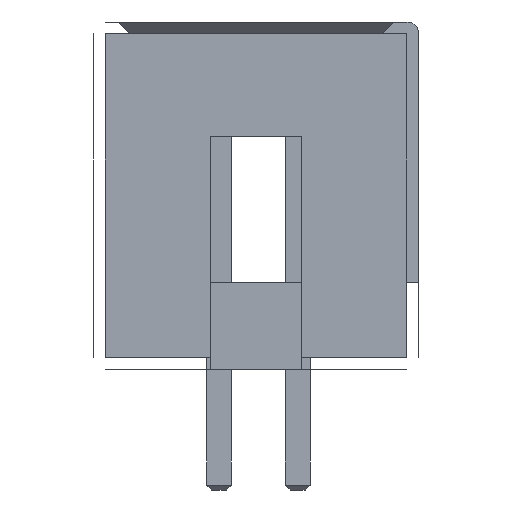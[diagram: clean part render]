
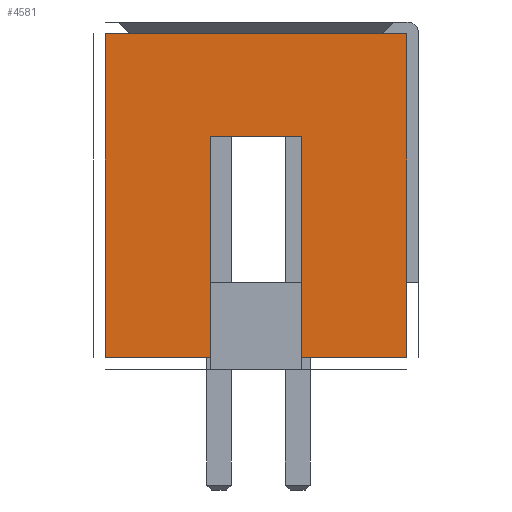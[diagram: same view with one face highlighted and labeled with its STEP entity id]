
A CAD part, left-side view. The second image highlights one B-rep face of the part: STEP entity #4581.
In plain terms, the highlighted planar face has unit normal (-1, 0, 0).
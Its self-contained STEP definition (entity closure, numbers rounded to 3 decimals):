
#4494=CARTESIAN_POINT('',(-6.406,-0.695,5.51));
#4495=VERTEX_POINT('',#4494);
#4502=CARTESIAN_POINT('',(-6.406,0.779,5.51));
#4503=VERTEX_POINT('',#4502);
#4504=CARTESIAN_POINT('',(-6.406,0.779,5.51));
#4505=DIRECTION('',(0.,-1.,0.));
#4506=VECTOR('',#4505,1.473);
#4507=LINE('',#4504,#4506);
#4508=EDGE_CURVE('',#4503,#4495,#4507,.T.);
#4519=CARTESIAN_POINT('',(-6.406,2.594,1.82));
#4520=DIRECTION('',(-1.,0.,0.));
#4521=DIRECTION('',(0.,-1.,0.));
#4522=AXIS2_PLACEMENT_3D('',#4519,#4520,#4521);
#4523=PLANE('',#4522);
#4524=CARTESIAN_POINT('',(-6.406,-2.394,1.94));
#4525=VERTEX_POINT('',#4524);
#4526=CARTESIAN_POINT('',(-6.406,-0.695,1.94));
#4527=VERTEX_POINT('',#4526);
#4528=CARTESIAN_POINT('',(-6.406,-2.394,1.94));
#4529=DIRECTION('',(-0.,1.,-0.));
#4530=VECTOR('',#4529,1.699);
#4531=LINE('',#4528,#4530);
#4532=EDGE_CURVE('',#4525,#4527,#4531,.T.);
#4533=ORIENTED_EDGE('',*,*,#4532,.F.);
#4534=CARTESIAN_POINT('',(-6.406,-2.394,7.16));
#4535=VERTEX_POINT('',#4534);
#4536=CARTESIAN_POINT('',(-6.406,-2.394,7.16));
#4537=DIRECTION('',(-0.,-0.,-1.));
#4538=VECTOR('',#4537,5.22);
#4539=LINE('',#4536,#4538);
#4540=EDGE_CURVE('',#4535,#4525,#4539,.T.);
#4541=ORIENTED_EDGE('',*,*,#4540,.F.);
#4542=CARTESIAN_POINT('',(-6.406,2.478,7.16));
#4543=VERTEX_POINT('',#4542);
#4544=CARTESIAN_POINT('',(-6.406,2.478,7.16));
#4545=DIRECTION('',(0.,-1.,0.));
#4546=VECTOR('',#4545,4.872);
#4547=LINE('',#4544,#4546);
#4548=EDGE_CURVE('',#4543,#4535,#4547,.T.);
#4549=ORIENTED_EDGE('',*,*,#4548,.F.);
#4550=CARTESIAN_POINT('',(-6.406,2.478,1.94));
#4551=VERTEX_POINT('',#4550);
#4552=CARTESIAN_POINT('',(-6.406,2.478,1.94));
#4553=DIRECTION('',(0.,0.,1.));
#4554=VECTOR('',#4553,5.22);
#4555=LINE('',#4552,#4554);
#4556=EDGE_CURVE('',#4551,#4543,#4555,.T.);
#4557=ORIENTED_EDGE('',*,*,#4556,.F.);
#4558=CARTESIAN_POINT('',(-6.406,0.779,1.94));
#4559=VERTEX_POINT('',#4558);
#4560=CARTESIAN_POINT('',(-6.406,0.779,1.94));
#4561=DIRECTION('',(-0.,1.,-0.));
#4562=VECTOR('',#4561,1.699);
#4563=LINE('',#4560,#4562);
#4564=EDGE_CURVE('',#4559,#4551,#4563,.T.);
#4565=ORIENTED_EDGE('',*,*,#4564,.F.);
#4566=CARTESIAN_POINT('',(-6.406,0.779,1.94));
#4567=DIRECTION('',(0.,-0.,1.));
#4568=VECTOR('',#4567,3.57);
#4569=LINE('',#4566,#4568);
#4570=EDGE_CURVE('',#4559,#4503,#4569,.T.);
#4571=ORIENTED_EDGE('',*,*,#4570,.T.);
#4572=ORIENTED_EDGE('',*,*,#4508,.T.);
#4573=CARTESIAN_POINT('',(-6.406,-0.695,5.51));
#4574=DIRECTION('',(0.,0.,-1.));
#4575=VECTOR('',#4574,3.57);
#4576=LINE('',#4573,#4575);
#4577=EDGE_CURVE('',#4495,#4527,#4576,.T.);
#4578=ORIENTED_EDGE('',*,*,#4577,.T.);
#4579=EDGE_LOOP('',(#4533,#4541,#4549,#4557,#4565,#4571,#4572,#4578));
#4580=FACE_BOUND('',#4579,.T.);
#4581=ADVANCED_FACE('',(#4580),#4523,.T.);
